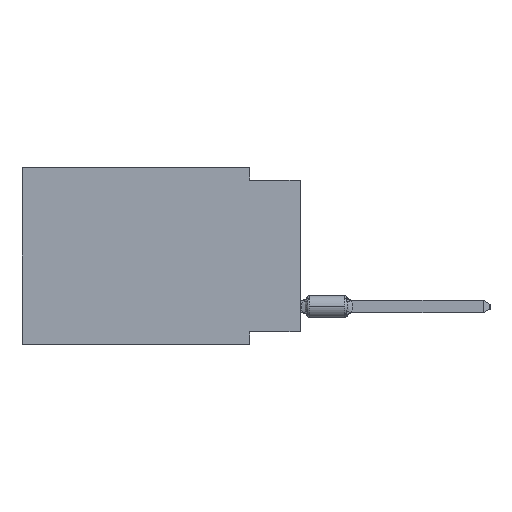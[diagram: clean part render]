
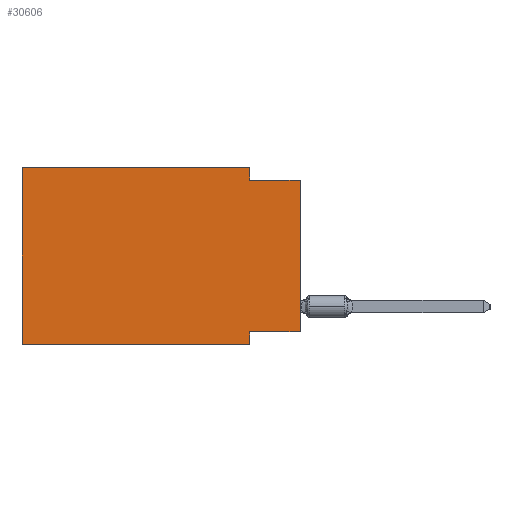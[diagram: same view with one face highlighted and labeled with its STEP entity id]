
A CAD part, left-side view. The second image highlights one B-rep face of the part: STEP entity #30606.
In plain terms, the highlighted planar face has unit normal (-1, 0, 0).
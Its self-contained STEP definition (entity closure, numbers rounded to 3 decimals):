
#221 = CARTESIAN_POINT ( 'NONE',  ( 0., 0., -0.635 ) ) ;
#427 = DIRECTION ( 'NONE',  ( 1., 0., 0. ) ) ;
#1608 = VECTOR ( 'NONE', #23115, 1000. ) ;
#2216 = VECTOR ( 'NONE', #19085, 1000. ) ;
#2728 = ORIENTED_EDGE ( 'NONE', *, *, #24301, .F. ) ;
#3222 = VERTEX_POINT ( 'NONE', #27817 ) ;
#3342 = CARTESIAN_POINT ( 'NONE',  ( 0., 13.97, 0. ) ) ;
#4758 = CARTESIAN_POINT ( 'NONE',  ( 0., 13.97, 0. ) ) ;
#5366 = DIRECTION ( 'NONE',  ( 0., 0., -1. ) ) ;
#5475 = VECTOR ( 'NONE', #15676, 1000. ) ;
#5847 = ORIENTED_EDGE ( 'NONE', *, *, #21534, .T. ) ;
#6013 = VECTOR ( 'NONE', #23701, 1000. ) ;
#6968 = EDGE_CURVE ( 'NONE', #14539, #3222, #11571, .T. ) ;
#7168 = VERTEX_POINT ( 'NONE', #3342 ) ;
#7508 = EDGE_CURVE ( 'NONE', #16417, #18143, #41150, .T. ) ;
#9247 = LINE ( 'NONE', #16309, #34577 ) ;
#9678 = DIRECTION ( 'NONE',  ( 0., -1., 0. ) ) ;
#9785 = VERTEX_POINT ( 'NONE', #26058 ) ;
#9993 = LINE ( 'NONE', #27767, #6013 ) ;
#10422 = ORIENTED_EDGE ( 'NONE', *, *, #13194, .T. ) ;
#11166 = VECTOR ( 'NONE', #28307, 1000. ) ;
#11571 = LINE ( 'NONE', #12495, #5475 ) ;
#11594 = DIRECTION ( 'NONE',  ( 0., 0., -1. ) ) ;
#12495 = CARTESIAN_POINT ( 'NONE',  ( 0., 2.54, -8.89 ) ) ;
#13016 = ORIENTED_EDGE ( 'NONE', *, *, #28949, .F. ) ;
#13194 = EDGE_CURVE ( 'NONE', #24067, #18143, #30495, .T. ) ;
#14140 = VECTOR ( 'NONE', #9678, 1000. ) ;
#14539 = VERTEX_POINT ( 'NONE', #17724 ) ;
#15676 = DIRECTION ( 'NONE',  ( 0., 0., -1. ) ) ;
#16309 = CARTESIAN_POINT ( 'NONE',  ( 0., 2.54, 0. ) ) ;
#16351 = AXIS2_PLACEMENT_3D ( 'NONE', #4758, #427, #11594 ) ;
#16417 = VERTEX_POINT ( 'NONE', #32432 ) ;
#17046 = CARTESIAN_POINT ( 'NONE',  ( 0., 13.97, 0. ) ) ;
#17724 = CARTESIAN_POINT ( 'NONE',  ( 0., 2.54, -8.255 ) ) ;
#18143 = VERTEX_POINT ( 'NONE', #221 ) ;
#19085 = DIRECTION ( 'NONE',  ( 0., 0., 1. ) ) ;
#19223 = CARTESIAN_POINT ( 'NONE',  ( 0., 0., -8.255 ) ) ;
#20400 = CARTESIAN_POINT ( 'NONE',  ( 0., 0., -0.635 ) ) ;
#21534 = EDGE_CURVE ( 'NONE', #39829, #3222, #40665, .T. ) ;
#21614 = CARTESIAN_POINT ( 'NONE',  ( 0., 13.97, -8.89 ) ) ;
#23115 = DIRECTION ( 'NONE',  ( 0., -1., 0. ) ) ;
#23562 = VECTOR ( 'NONE', #37597, 1000. ) ;
#23701 = DIRECTION ( 'NONE',  ( 0., 0., 1. ) ) ;
#24067 = VERTEX_POINT ( 'NONE', #19223 ) ;
#24301 = EDGE_CURVE ( 'NONE', #39829, #7168, #9993, .T. ) ;
#26058 = CARTESIAN_POINT ( 'NONE',  ( 0., 2.54, 0. ) ) ;
#26228 = ORIENTED_EDGE ( 'NONE', *, *, #40434, .F. ) ;
#27767 = CARTESIAN_POINT ( 'NONE',  ( 0., 13.97, 0. ) ) ;
#27817 = CARTESIAN_POINT ( 'NONE',  ( 0., 2.54, -8.89 ) ) ;
#27985 = LINE ( 'NONE', #17046, #23562 ) ;
#28307 = DIRECTION ( 'NONE',  ( 0., 1., 0. ) ) ;
#28712 = PLANE ( 'NONE',  #16351 ) ;
#28949 = EDGE_CURVE ( 'NONE', #24067, #14539, #36056, .T. ) ;
#30495 = LINE ( 'NONE', #33467, #2216 ) ;
#30606 = ADVANCED_FACE ( 'NONE', ( #36006 ), #28712, .F. ) ;
#30838 = CARTESIAN_POINT ( 'NONE',  ( 0., 13.97, -8.89 ) ) ;
#30890 = EDGE_CURVE ( 'NONE', #7168, #9785, #27985, .T. ) ;
#32178 = CARTESIAN_POINT ( 'NONE',  ( 0., 0., -8.255 ) ) ;
#32432 = CARTESIAN_POINT ( 'NONE',  ( 0., 2.54, -0.635 ) ) ;
#33467 = CARTESIAN_POINT ( 'NONE',  ( 0., 0., 0. ) ) ;
#34463 = EDGE_LOOP ( 'NONE', ( #10422, #35621, #26228, #34933, #2728, #5847, #42556, #13016 ) ) ;
#34577 = VECTOR ( 'NONE', #5366, 1000. ) ;
#34933 = ORIENTED_EDGE ( 'NONE', *, *, #30890, .F. ) ;
#35621 = ORIENTED_EDGE ( 'NONE', *, *, #7508, .F. ) ;
#36006 = FACE_OUTER_BOUND ( 'NONE', #34463, .T. ) ;
#36056 = LINE ( 'NONE', #32178, #11166 ) ;
#37597 = DIRECTION ( 'NONE',  ( 0., -1., 0. ) ) ;
#39829 = VERTEX_POINT ( 'NONE', #21614 ) ;
#40434 = EDGE_CURVE ( 'NONE', #9785, #16417, #9247, .T. ) ;
#40665 = LINE ( 'NONE', #30838, #1608 ) ;
#41150 = LINE ( 'NONE', #20400, #14140 ) ;
#42556 = ORIENTED_EDGE ( 'NONE', *, *, #6968, .F. ) ;
